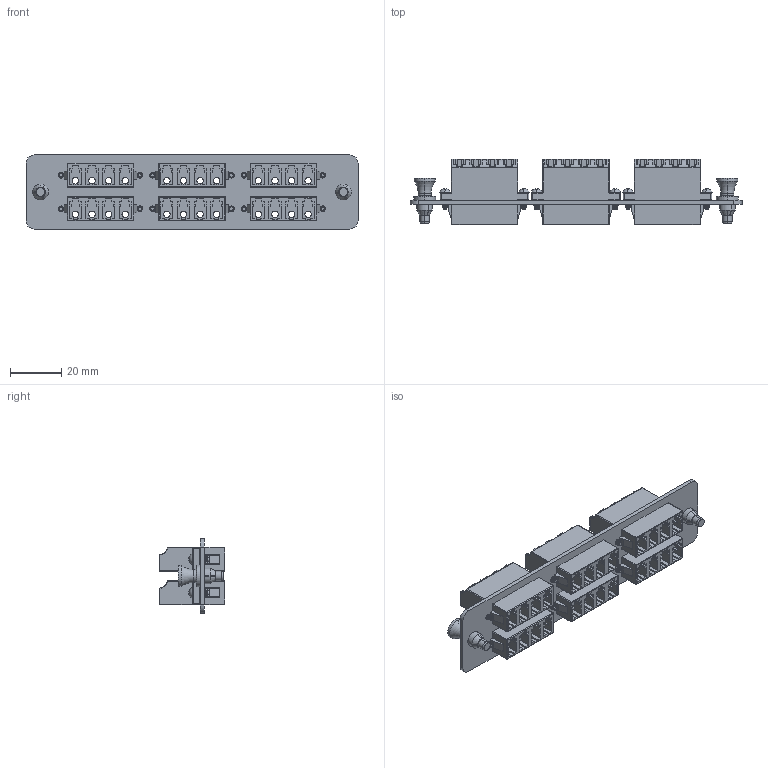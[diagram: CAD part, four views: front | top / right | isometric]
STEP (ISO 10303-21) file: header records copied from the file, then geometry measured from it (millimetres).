
FILE_DESCRIPTION (( 'STEP AP214' ), '1' );
FILE_NAME ('FSP-LCQ6-BR_3D.step', '2024-02-22T22:55:59', ( '' ), ( '' ), 'SwSTEP 2.0', 'SolidWorks 2022', '' );
FILE_SCHEMA (( 'AUTOMOTIVE_DESIGN' ));
Length unit declared in the file: inch
Products named in the file (7): HDWR-HN4G-42-1; FOA-570; 1AR17-013; HDWR-HN4P-42-4-1; FSP-LCQ6-BR_3D; 1AJ02-008_90087A102
Assembly tree (24 placements, depth 3):
  FSP-LCQ6-BR_3D
    1AR17-013
      1AR17-013
      HDWR-HN4G-42-1  x2
      HDWR-HN4P-42-4-1  x2
    FOA-570  x6
    1AJ02-008_90087A102  x12
Bounding box: 129.54 x 25.63 x 28.96 mm (x, y, z)
Volume: 23606.3 mm3; surface area: 38587.9 mm2
Topology: 23 solids, 23 shells, 3612 faces, 10252 edges, 6666 vertices
Faces by surface type: plane 1722, cylinder 1050, bspline 468, cone 164, torus 136, sphere 72
Entity records: 22942 total; most frequent: CARTESIAN_POINT 6363, ORIENTED_EDGE 3000, DIRECTION 2591, EDGE_CURVE 1500, VERTEX_POINT 973, LINE 917, VECTOR 917, AXIS2_PLACEMENT_3D 837
